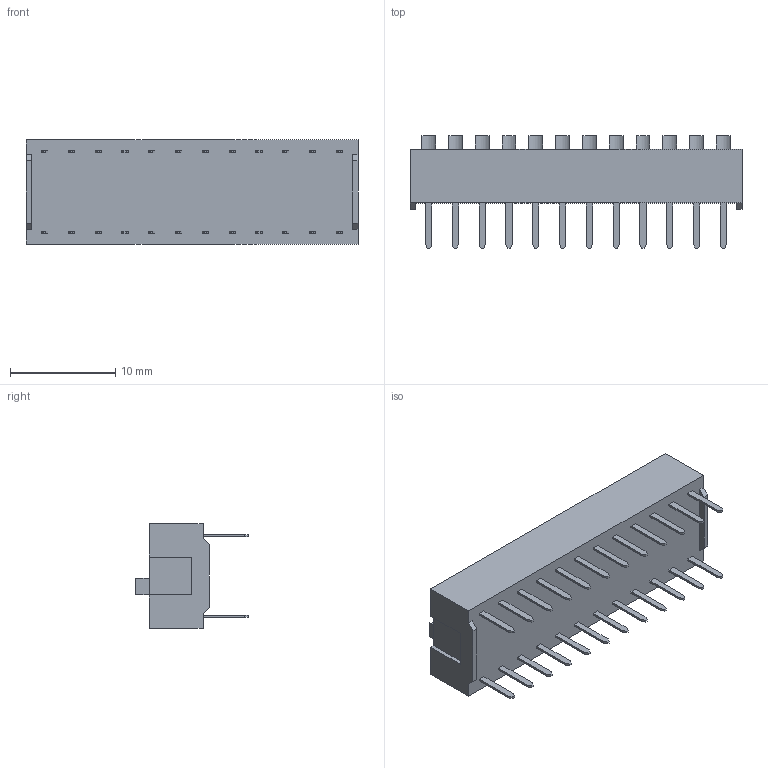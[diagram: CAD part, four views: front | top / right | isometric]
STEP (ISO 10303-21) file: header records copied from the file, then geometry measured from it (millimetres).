
FILE_DESCRIPTION (( 'STEP AP214' ), '1' );
FILE_NAME ('User Library-DIP-Switch.STEP', '2010-11-04T08:35:05', ( 'Solidworks' ), ( 'Solidworks' ), 'SwSTEP 2.0', 'SolidWorks 2010', '' );
FILE_SCHEMA (( 'AUTOMOTIVE_DESIGN' ));
Length unit declared in the file: millimetre
Products named in the file (1): User Library-DIP-Switch
Bounding box: 31.48 x 10.7 x 9.9 mm (x, y, z)
Volume: 1595.4 mm3; surface area: 1421.4 mm2
Topology: 1 solids, 1 shells, 654 faces, 1716 edges, 1128 vertices
Faces by surface type: plane 424, bspline 194, cylinder 36
Entity records: 38208 total; most frequent: CARTESIAN_POINT 16129, ORIENTED_EDGE 3432, DIRECTION 2322, EDGE_CURVE 1716, LINE 1256, VECTOR 1256, VERTEX_POINT 1128, EDGE_LOOP 718
